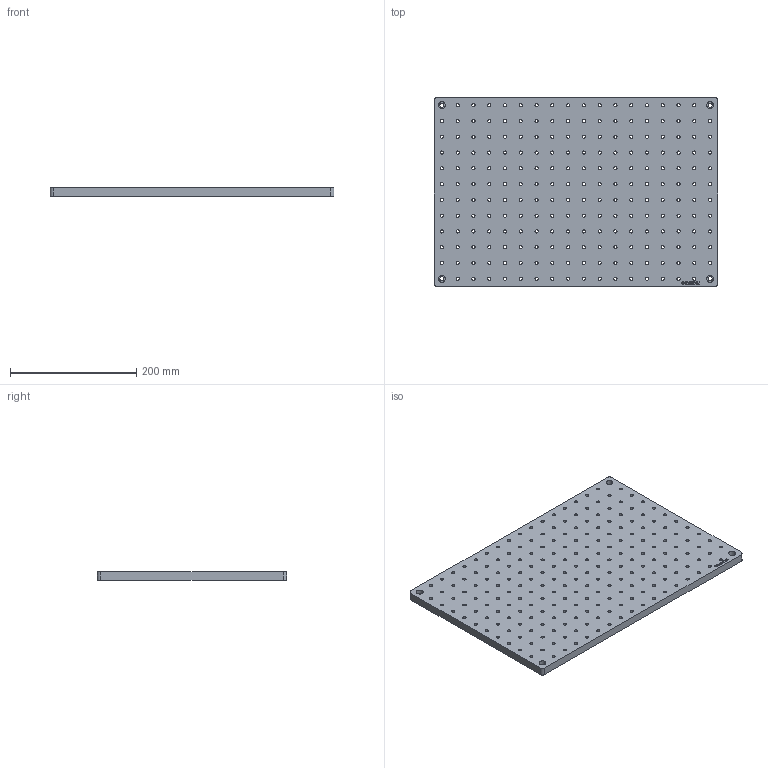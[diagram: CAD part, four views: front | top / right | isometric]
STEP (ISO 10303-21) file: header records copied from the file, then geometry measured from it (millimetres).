
FILE_DESCRIPTION (( 'STEP AP203' ), '1' );
FILE_NAME ('GCM-3015M.STEP', '2019-09-03T07:29:35', ( '' ), ( '' ), 'SwSTEP 2.0', 'SolidWorks 2015', '' );
FILE_SCHEMA (( 'CONFIG_CONTROL_DESIGN' ));
Length unit declared in the file: millimetre
Products named in the file (1): GCM-3015M
Bounding box: 450 x 300 x 12.7 mm (x, y, z)
Volume: 1657918.8 mm3; surface area: 324046.8 mm2
Topology: 1 solids, 1 shells, 564 faces, 1644 edges, 1096 vertices
Faces by surface type: cylinder 444, plane 71, bspline 49
Entity records: 23119 total; most frequent: CARTESIAN_POINT 6690, DIRECTION 3466, ORIENTED_EDGE 3288, EDGE_CURVE 1644, AXIS2_PLACEMENT_3D 1404, VERTEX_POINT 1096, EDGE_LOOP 1010, CIRCLE 888
